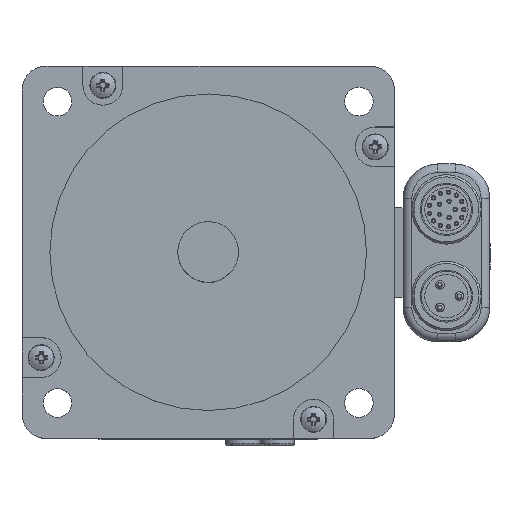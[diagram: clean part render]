
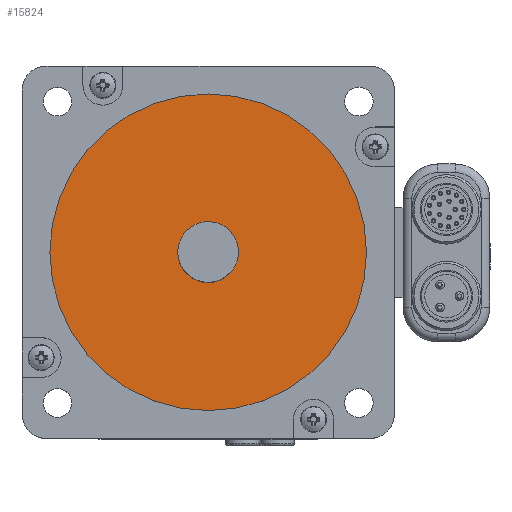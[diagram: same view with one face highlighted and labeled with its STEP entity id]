
A CAD part, top view. The second image highlights one B-rep face of the part: STEP entity #15824.
In plain terms, the highlighted planar face has unit normal (0, 0, 1).
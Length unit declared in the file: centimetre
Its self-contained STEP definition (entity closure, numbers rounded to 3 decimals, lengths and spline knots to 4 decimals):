
#797=PLANE('',#16848);
#1243=FACE_OUTER_BOUND('',#2214,.T.);
#2214=EDGE_LOOP('',(#10432));
#5636=CIRCLE('',#16847,3.6513);
#6557=VERTEX_POINT('',#23720);
#8121=EDGE_CURVE('',#6557,#6557,#5636,.T.);
#10432=ORIENTED_EDGE('',*,*,#8121,.F.);
#15824=ADVANCED_FACE('',(#1243),#797,.F.);
#16847=AXIS2_PLACEMENT_3D('',#23721,#18916,#18917);
#16848=AXIS2_PLACEMENT_3D('',#23722,#18918,#18919);
#18916=DIRECTION('center_axis',(0.,0.,-1.));
#18917=DIRECTION('ref_axis',(-1.,0.,0.));
#18918=DIRECTION('center_axis',(0.,0.,-1.));
#18919=DIRECTION('ref_axis',(-1.,0.,0.));
#23720=CARTESIAN_POINT('',(3.6513,0.,1.96));
#23721=CARTESIAN_POINT('Origin',(0.,0.,1.96));
#23722=CARTESIAN_POINT('Origin',(0.,0.,1.96));
